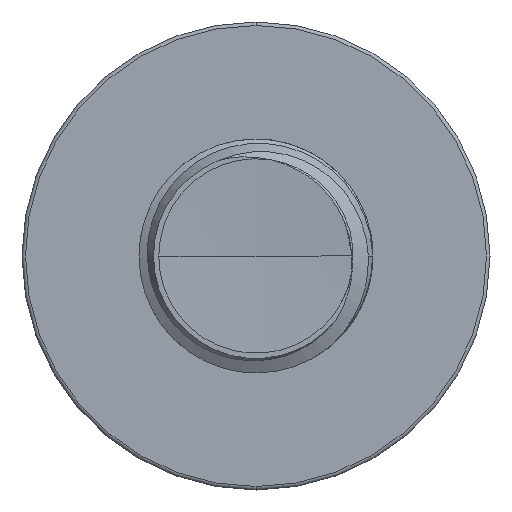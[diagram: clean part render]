
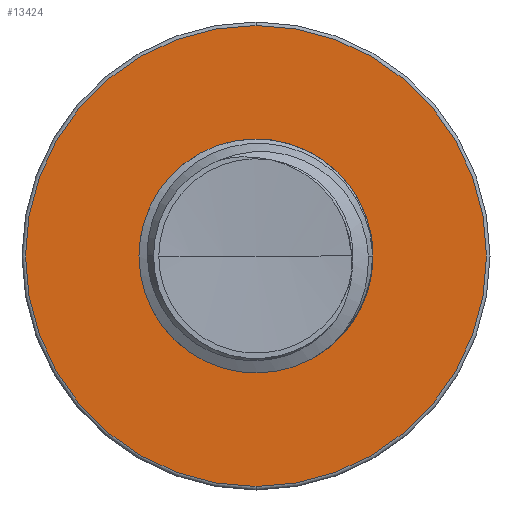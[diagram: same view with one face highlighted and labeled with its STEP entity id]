
A CAD part, front view. The second image highlights one B-rep face of the part: STEP entity #13424.
In plain terms, the highlighted planar face has unit normal (0, -1, 0).
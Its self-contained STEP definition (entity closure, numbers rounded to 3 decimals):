
#98 = VERTEX_POINT ( 'NONE', #12910 ) ;
#948 = EDGE_LOOP ( 'NONE', ( #4072, #12703 ) ) ;
#1318 = VERTEX_POINT ( 'NONE', #5379 ) ;
#1724 = PLANE ( 'NONE',  #9436 ) ;
#1769 = DIRECTION ( 'NONE',  ( 0., 0., -1. ) ) ;
#2299 = DIRECTION ( 'NONE',  ( 0., -1., 0. ) ) ;
#2993 = CIRCLE ( 'NONE', #10265, 3.99 ) ;
#3176 = EDGE_CURVE ( 'NONE', #1318, #98, #2993, .T. ) ;
#3432 = CARTESIAN_POINT ( 'NONE',  ( 0., 6., 0. ) ) ;
#3955 = FACE_OUTER_BOUND ( 'NONE', #948, .T. ) ;
#4072 = ORIENTED_EDGE ( 'NONE', *, *, #11109, .T. ) ;
#4139 = AXIS2_PLACEMENT_3D ( 'NONE', #8959, #2299, #10083 ) ;
#4303 = EDGE_LOOP ( 'NONE', ( #11438, #13148 ) ) ;
#4554 = DIRECTION ( 'NONE',  ( 0., 0., -1. ) ) ;
#5379 = CARTESIAN_POINT ( 'NONE',  ( 0., 6., 3.99 ) ) ;
#6228 = DIRECTION ( 'NONE',  ( 0., -1., 0. ) ) ;
#6664 = DIRECTION ( 'NONE',  ( 0., -1., 0. ) ) ;
#7786 = CARTESIAN_POINT ( 'NONE',  ( 0., 6., -7.88 ) ) ;
#8297 = FACE_BOUND ( 'NONE', #4303, .T. ) ;
#8436 = DIRECTION ( 'NONE',  ( 0., -1., 0. ) ) ;
#8479 = CIRCLE ( 'NONE', #4139, 7.88 ) ;
#8959 = CARTESIAN_POINT ( 'NONE',  ( 0., 6., 0. ) ) ;
#9197 = EDGE_CURVE ( 'NONE', #10323, #9303, #11290, .T. ) ;
#9303 = VERTEX_POINT ( 'NONE', #7786 ) ;
#9436 = AXIS2_PLACEMENT_3D ( 'NONE', #12707, #8436, #1769 ) ;
#9870 = CIRCLE ( 'NONE', #10933, 3.99 ) ;
#9920 = AXIS2_PLACEMENT_3D ( 'NONE', #13354, #6664, #14472 ) ;
#10083 = DIRECTION ( 'NONE',  ( 0., 0., -1. ) ) ;
#10265 = AXIS2_PLACEMENT_3D ( 'NONE', #12917, #6228, #14027 ) ;
#10323 = VERTEX_POINT ( 'NONE', #14254 ) ;
#10933 = AXIS2_PLACEMENT_3D ( 'NONE', #3432, #11217, #4554 ) ;
#11109 = EDGE_CURVE ( 'NONE', #9303, #10323, #8479, .T. ) ;
#11217 = DIRECTION ( 'NONE',  ( 0., -1., 0. ) ) ;
#11290 = CIRCLE ( 'NONE', #9920, 7.88 ) ;
#11438 = ORIENTED_EDGE ( 'NONE', *, *, #13504, .F. ) ;
#12703 = ORIENTED_EDGE ( 'NONE', *, *, #9197, .T. ) ;
#12707 = CARTESIAN_POINT ( 'NONE',  ( 0., 6., 3.99 ) ) ;
#12910 = CARTESIAN_POINT ( 'NONE',  ( 0., 6., -3.99 ) ) ;
#12917 = CARTESIAN_POINT ( 'NONE',  ( 0., 6., 0. ) ) ;
#13148 = ORIENTED_EDGE ( 'NONE', *, *, #3176, .F. ) ;
#13354 = CARTESIAN_POINT ( 'NONE',  ( 0., 6., 0. ) ) ;
#13424 = ADVANCED_FACE ( 'NONE', ( #3955, #8297 ), #1724, .T. ) ;
#13504 = EDGE_CURVE ( 'NONE', #98, #1318, #9870, .T. ) ;
#14027 = DIRECTION ( 'NONE',  ( 0., 0., -1. ) ) ;
#14254 = CARTESIAN_POINT ( 'NONE',  ( 0., 6., 7.88 ) ) ;
#14472 = DIRECTION ( 'NONE',  ( 0., 0., -1. ) ) ;
